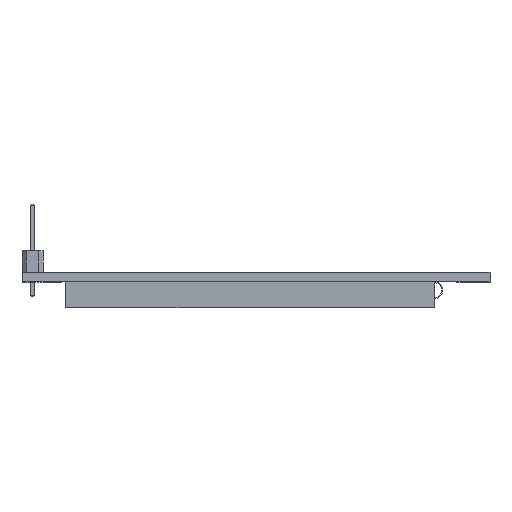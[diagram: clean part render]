
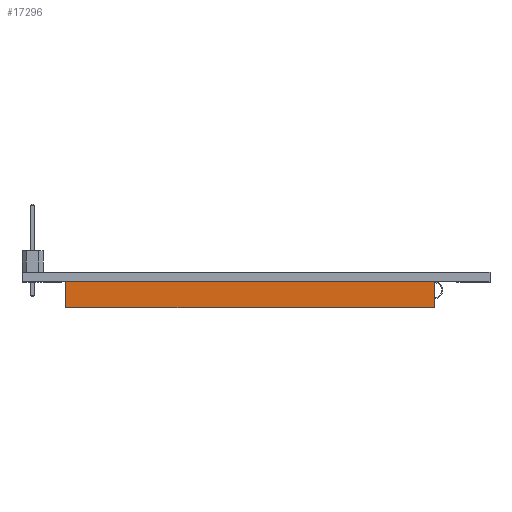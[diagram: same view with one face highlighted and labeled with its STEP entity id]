
A CAD part, left-side view. The second image highlights one B-rep face of the part: STEP entity #17296.
In plain terms, the highlighted planar face has unit normal (-1, 0, 0).
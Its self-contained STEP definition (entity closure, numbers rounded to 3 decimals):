
#1421=FACE_OUTER_BOUND('',#2467,.T.);
#2467=EDGE_LOOP('',(#15515,#15516,#15517,#15518));
#4281=LINE('',#30534,#6126);
#4295=LINE('',#30561,#6140);
#4296=LINE('',#30564,#6141);
#4297=LINE('',#30565,#6142);
#6126=VECTOR('',#21374,10.);
#6140=VECTOR('',#21398,10.);
#6141=VECTOR('',#21401,10.);
#6142=VECTOR('',#21402,10.);
#8258=VERTEX_POINT('',#30531);
#8259=VERTEX_POINT('',#30533);
#8266=VERTEX_POINT('',#30557);
#8268=VERTEX_POINT('',#30563);
#10677=EDGE_CURVE('',#8258,#8259,#4281,.T.);
#10691=EDGE_CURVE('',#8266,#8259,#4295,.T.);
#10692=EDGE_CURVE('',#8268,#8266,#4296,.T.);
#10693=EDGE_CURVE('',#8268,#8258,#4297,.T.);
#15515=ORIENTED_EDGE('',*,*,#10692,.T.);
#15516=ORIENTED_EDGE('',*,*,#10691,.T.);
#15517=ORIENTED_EDGE('',*,*,#10677,.F.);
#15518=ORIENTED_EDGE('',*,*,#10693,.F.);
#16247=PLANE('',#18089);
#17296=ADVANCED_FACE('',(#1421),#16247,.T.);
#18089=AXIS2_PLACEMENT_3D('',#30562,#21399,#21400);
#21374=DIRECTION('',(0.,1.,0.));
#21398=DIRECTION('',(0.,0.,-1.));
#21399=DIRECTION('center_axis',(-1.,0.,0.));
#21400=DIRECTION('ref_axis',(0.,1.,0.));
#21401=DIRECTION('',(0.,1.,0.));
#21402=DIRECTION('',(0.,0.,-1.));
#30531=CARTESIAN_POINT('',(-17.,-21.15,-3.65));
#30533=CARTESIAN_POINT('',(-17.,22.55,-3.65));
#30534=CARTESIAN_POINT('',(-17.,-21.15,-3.65));
#30557=CARTESIAN_POINT('',(-17.,22.55,-0.55));
#30561=CARTESIAN_POINT('',(-17.,22.55,-0.55));
#30562=CARTESIAN_POINT('Origin',(-17.,-21.15,-0.55));
#30563=CARTESIAN_POINT('',(-17.,-21.15,-0.55));
#30564=CARTESIAN_POINT('',(-17.,-21.15,-0.55));
#30565=CARTESIAN_POINT('',(-17.,-21.15,-0.55));
